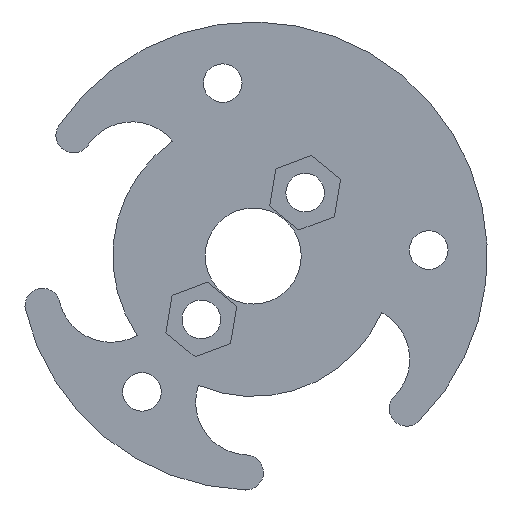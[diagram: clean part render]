
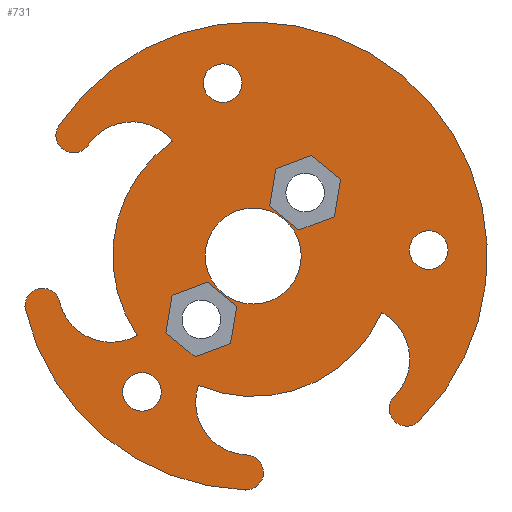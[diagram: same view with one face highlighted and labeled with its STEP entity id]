
A CAD part, front view. The second image highlights one B-rep face of the part: STEP entity #731.
In plain terms, the highlighted planar face has unit normal (0, -1, 0).
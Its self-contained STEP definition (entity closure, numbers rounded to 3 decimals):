
#33=LINE('',#1209,#91);
#34=LINE('',#1211,#92);
#35=LINE('',#1213,#93);
#36=LINE('',#1215,#94);
#37=LINE('',#1217,#95);
#38=LINE('',#1218,#96);
#39=LINE('',#1221,#97);
#40=LINE('',#1223,#98);
#41=LINE('',#1225,#99);
#42=LINE('',#1227,#100);
#43=LINE('',#1229,#101);
#44=LINE('',#1230,#102);
#91=VECTOR('',#997,1000.);
#92=VECTOR('',#998,1000.);
#93=VECTOR('',#999,1000.);
#94=VECTOR('',#1000,1000.);
#95=VECTOR('',#1001,1000.);
#96=VECTOR('',#1002,1000.);
#97=VECTOR('',#1003,1000.);
#98=VECTOR('',#1004,1000.);
#99=VECTOR('',#1005,1000.);
#100=VECTOR('',#1006,1000.);
#101=VECTOR('',#1007,1000.);
#102=VECTOR('',#1008,1000.);
#160=FACE_BOUND('',#241,.T.);
#161=FACE_BOUND('',#242,.T.);
#162=FACE_BOUND('',#243,.T.);
#163=FACE_BOUND('',#244,.T.);
#164=FACE_BOUND('',#245,.T.);
#165=FACE_BOUND('',#246,.T.);
#191=FACE_OUTER_BOUND('',#240,.T.);
#240=EDGE_LOOP('',(#579,#580,#581,#582,#583,#584,#585,#586,#587,#588,#589,
#590));
#241=EDGE_LOOP('',(#591));
#242=EDGE_LOOP('',(#592,#593,#594,#595,#596,#597));
#243=EDGE_LOOP('',(#598,#599,#600,#601,#602,#603));
#244=EDGE_LOOP('',(#604));
#245=EDGE_LOOP('',(#605));
#246=EDGE_LOOP('',(#606));
#278=CIRCLE('',#774,1.5);
#280=CIRCLE('',#777,1.5);
#282=CIRCLE('',#780,1.5);
#284=CIRCLE('',#783,1.5);
#297=CIRCLE('',#798,20.);
#298=CIRCLE('',#800,4.5);
#299=CIRCLE('',#802,12.);
#300=CIRCLE('',#804,4.5);
#301=CIRCLE('',#806,4.5);
#302=CIRCLE('',#808,12.);
#303=CIRCLE('',#810,4.5);
#307=CIRCLE('',#817,1.65);
#309=CIRCLE('',#820,1.65);
#311=CIRCLE('',#823,1.65);
#312=CIRCLE('',#825,4.1);
#313=CIRCLE('',#827,20.);
#323=VERTEX_POINT('',#1099);
#324=VERTEX_POINT('',#1101);
#327=VERTEX_POINT('',#1108);
#328=VERTEX_POINT('',#1110);
#331=VERTEX_POINT('',#1117);
#332=VERTEX_POINT('',#1119);
#335=VERTEX_POINT('',#1126);
#336=VERTEX_POINT('',#1128);
#345=VERTEX_POINT('',#1155);
#346=VERTEX_POINT('',#1159);
#347=VERTEX_POINT('',#1165);
#348=VERTEX_POINT('',#1169);
#352=VERTEX_POINT('',#1185);
#354=VERTEX_POINT('',#1191);
#356=VERTEX_POINT('',#1197);
#357=VERTEX_POINT('',#1201);
#358=VERTEX_POINT('',#1207);
#359=VERTEX_POINT('',#1208);
#360=VERTEX_POINT('',#1210);
#361=VERTEX_POINT('',#1212);
#362=VERTEX_POINT('',#1214);
#363=VERTEX_POINT('',#1216);
#364=VERTEX_POINT('',#1219);
#365=VERTEX_POINT('',#1220);
#366=VERTEX_POINT('',#1222);
#367=VERTEX_POINT('',#1224);
#368=VERTEX_POINT('',#1226);
#369=VERTEX_POINT('',#1228);
#391=EDGE_CURVE('',#324,#323,#278,.T.);
#395=EDGE_CURVE('',#328,#327,#280,.T.);
#399=EDGE_CURVE('',#332,#331,#282,.T.);
#403=EDGE_CURVE('',#336,#335,#284,.T.);
#417=EDGE_CURVE('',#335,#328,#297,.T.);
#419=EDGE_CURVE('',#327,#345,#298,.T.);
#420=EDGE_CURVE('',#345,#346,#299,.T.);
#422=EDGE_CURVE('',#346,#324,#300,.T.);
#424=EDGE_CURVE('',#331,#347,#301,.T.);
#425=EDGE_CURVE('',#347,#348,#302,.T.);
#427=EDGE_CURVE('',#348,#336,#303,.T.);
#434=EDGE_CURVE('',#352,#352,#307,.T.);
#437=EDGE_CURVE('',#354,#354,#309,.T.);
#440=EDGE_CURVE('',#356,#356,#311,.T.);
#442=EDGE_CURVE('',#357,#357,#312,.F.);
#443=EDGE_CURVE('',#323,#332,#313,.T.);
#444=EDGE_CURVE('',#358,#359,#33,.T.);
#445=EDGE_CURVE('',#360,#358,#34,.T.);
#446=EDGE_CURVE('',#361,#360,#35,.T.);
#447=EDGE_CURVE('',#362,#361,#36,.T.);
#448=EDGE_CURVE('',#363,#362,#37,.T.);
#449=EDGE_CURVE('',#359,#363,#38,.T.);
#450=EDGE_CURVE('',#364,#365,#39,.T.);
#451=EDGE_CURVE('',#366,#364,#40,.T.);
#452=EDGE_CURVE('',#367,#366,#41,.T.);
#453=EDGE_CURVE('',#368,#367,#42,.T.);
#454=EDGE_CURVE('',#369,#368,#43,.T.);
#455=EDGE_CURVE('',#365,#369,#44,.T.);
#579=ORIENTED_EDGE('',*,*,#391,.T.);
#580=ORIENTED_EDGE('',*,*,#443,.T.);
#581=ORIENTED_EDGE('',*,*,#399,.T.);
#582=ORIENTED_EDGE('',*,*,#424,.T.);
#583=ORIENTED_EDGE('',*,*,#425,.T.);
#584=ORIENTED_EDGE('',*,*,#427,.T.);
#585=ORIENTED_EDGE('',*,*,#403,.T.);
#586=ORIENTED_EDGE('',*,*,#417,.T.);
#587=ORIENTED_EDGE('',*,*,#395,.T.);
#588=ORIENTED_EDGE('',*,*,#419,.T.);
#589=ORIENTED_EDGE('',*,*,#420,.T.);
#590=ORIENTED_EDGE('',*,*,#422,.T.);
#591=ORIENTED_EDGE('',*,*,#442,.T.);
#592=ORIENTED_EDGE('',*,*,#444,.F.);
#593=ORIENTED_EDGE('',*,*,#445,.F.);
#594=ORIENTED_EDGE('',*,*,#446,.F.);
#595=ORIENTED_EDGE('',*,*,#447,.F.);
#596=ORIENTED_EDGE('',*,*,#448,.F.);
#597=ORIENTED_EDGE('',*,*,#449,.F.);
#598=ORIENTED_EDGE('',*,*,#450,.F.);
#599=ORIENTED_EDGE('',*,*,#451,.F.);
#600=ORIENTED_EDGE('',*,*,#452,.F.);
#601=ORIENTED_EDGE('',*,*,#453,.F.);
#602=ORIENTED_EDGE('',*,*,#454,.F.);
#603=ORIENTED_EDGE('',*,*,#455,.F.);
#604=ORIENTED_EDGE('',*,*,#440,.T.);
#605=ORIENTED_EDGE('',*,*,#437,.T.);
#606=ORIENTED_EDGE('',*,*,#434,.T.);
#693=PLANE('',#828);
#731=ADVANCED_FACE('',(#191,#160,#161,#162,#163,#164,#165),#693,.F.);
#774=AXIS2_PLACEMENT_3D('',#1102,#870,#871);
#777=AXIS2_PLACEMENT_3D('',#1111,#878,#879);
#780=AXIS2_PLACEMENT_3D('',#1120,#886,#887);
#783=AXIS2_PLACEMENT_3D('',#1129,#894,#895);
#798=AXIS2_PLACEMENT_3D('',#1153,#925,#926);
#800=AXIS2_PLACEMENT_3D('',#1157,#930,#931);
#802=AXIS2_PLACEMENT_3D('',#1160,#934,#935);
#804=AXIS2_PLACEMENT_3D('',#1163,#939,#940);
#806=AXIS2_PLACEMENT_3D('',#1167,#944,#945);
#808=AXIS2_PLACEMENT_3D('',#1170,#948,#949);
#810=AXIS2_PLACEMENT_3D('',#1173,#953,#954);
#817=AXIS2_PLACEMENT_3D('',#1187,#970,#971);
#820=AXIS2_PLACEMENT_3D('',#1193,#977,#978);
#823=AXIS2_PLACEMENT_3D('',#1199,#984,#985);
#825=AXIS2_PLACEMENT_3D('',#1203,#989,#990);
#827=AXIS2_PLACEMENT_3D('',#1205,#993,#994);
#828=AXIS2_PLACEMENT_3D('',#1206,#995,#996);
#870=DIRECTION('center_axis',(0.,-1.,0.));
#871=DIRECTION('ref_axis',(1.,0.,0.));
#878=DIRECTION('center_axis',(0.,-1.,0.));
#879=DIRECTION('ref_axis',(1.,0.,0.));
#886=DIRECTION('center_axis',(0.,-1.,0.));
#887=DIRECTION('ref_axis',(1.,0.,0.));
#894=DIRECTION('center_axis',(0.,-1.,0.));
#895=DIRECTION('ref_axis',(1.,0.,0.));
#925=DIRECTION('center_axis',(0.,-1.,0.));
#926=DIRECTION('ref_axis',(0.,0.,-1.));
#930=DIRECTION('center_axis',(0.,1.,0.));
#931=DIRECTION('ref_axis',(0.,0.,1.));
#934=DIRECTION('center_axis',(0.,-1.,0.));
#935=DIRECTION('ref_axis',(0.,0.,-1.));
#939=DIRECTION('center_axis',(0.,1.,0.));
#940=DIRECTION('ref_axis',(0.,0.,1.));
#944=DIRECTION('center_axis',(0.,1.,0.));
#945=DIRECTION('ref_axis',(0.,0.,1.));
#948=DIRECTION('center_axis',(0.,-1.,0.));
#949=DIRECTION('ref_axis',(0.,0.,-1.));
#953=DIRECTION('center_axis',(0.,1.,0.));
#954=DIRECTION('ref_axis',(0.,0.,1.));
#970=DIRECTION('center_axis',(0.,1.,0.));
#971=DIRECTION('ref_axis',(0.,0.,1.));
#977=DIRECTION('center_axis',(0.,1.,0.));
#978=DIRECTION('ref_axis',(0.,0.,1.));
#984=DIRECTION('center_axis',(0.,1.,0.));
#985=DIRECTION('ref_axis',(0.,0.,1.));
#989=DIRECTION('center_axis',(0.,-1.,0.));
#990=DIRECTION('ref_axis',(0.,0.,-1.));
#993=DIRECTION('center_axis',(0.,-1.,0.));
#994=DIRECTION('ref_axis',(0.,0.,-1.));
#995=DIRECTION('center_axis',(0.,1.,0.));
#996=DIRECTION('ref_axis',(-1.,0.,0.));
#997=DIRECTION('',(0.771,0.,-0.637));
#998=DIRECTION('',(-0.166,0.,-0.986));
#999=DIRECTION('',(-0.937,0.,-0.349));
#1000=DIRECTION('',(-0.771,0.,0.637));
#1001=DIRECTION('',(0.166,0.,0.986));
#1002=DIRECTION('',(0.937,0.,0.349));
#1003=DIRECTION('',(-0.771,0.,0.637));
#1004=DIRECTION('',(0.166,0.,0.986));
#1005=DIRECTION('',(0.937,0.,0.349));
#1006=DIRECTION('',(0.771,0.,-0.637));
#1007=DIRECTION('',(-0.166,0.,-0.986));
#1008=DIRECTION('',(-0.937,0.,-0.349));
#1099=CARTESIAN_POINT('',(205.535,-31.,115.405));
#1101=CARTESIAN_POINT('',(208.455,-31.,116.095));
#1102=CARTESIAN_POINT('Origin',(206.995,-31.,115.75));
#1108=CARTESIAN_POINT('',(210.886,-31.,129.476));
#1110=CARTESIAN_POINT('',(208.395,-31.,131.148));
#1111=CARTESIAN_POINT('Origin',(209.64,-31.,130.312));
#1117=CARTESIAN_POINT('',(224.423,-31.,103.01));
#1119=CARTESIAN_POINT('',(224.321,-31.,100.012));
#1120=CARTESIAN_POINT('Origin',(224.372,-31.,101.511));
#1126=CARTESIAN_POINT('',(239.194,-31.,105.91));
#1128=CARTESIAN_POINT('',(237.065,-31.,108.024));
#1129=CARTESIAN_POINT('Origin',(238.13,-31.,106.967));
#1153=CARTESIAN_POINT('Origin',(225.,-31.,120.));
#1155=CARTESIAN_POINT('',(218.102,-31.,129.82));
#1157=CARTESIAN_POINT('Origin',(214.622,-31.,126.967));
#1159=CARTESIAN_POINT('',(215.089,-31.,113.234));
#1160=CARTESIAN_POINT('Origin',(225.,-31.,120.));
#1163=CARTESIAN_POINT('Origin',(212.834,-31.,117.128));
#1165=CARTESIAN_POINT('',(220.314,-31.,108.953));
#1167=CARTESIAN_POINT('Origin',(224.576,-31.,107.507));
#1169=CARTESIAN_POINT('',(235.984,-31.,115.167));
#1170=CARTESIAN_POINT('Origin',(225.,-31.,120.));
#1173=CARTESIAN_POINT('Origin',(233.871,-31.,111.194));
#1185=CARTESIAN_POINT('',(239.991,-31.,122.164));
#1187=CARTESIAN_POINT('Origin',(239.991,-31.,120.514));
#1191=CARTESIAN_POINT('',(222.391,-31.,136.421));
#1193=CARTESIAN_POINT('Origin',(222.391,-31.,134.771));
#1197=CARTESIAN_POINT('',(215.493,-31.,110.048));
#1199=CARTESIAN_POINT('Origin',(215.493,-31.,108.398));
#1201=CARTESIAN_POINT('',(225.,-31.,124.1));
#1203=CARTESIAN_POINT('Origin',(225.,-31.,120.));
#1205=CARTESIAN_POINT('Origin',(225.,-31.,120.));
#1206=CARTESIAN_POINT('Origin',(156.308,-31.,97.308));
#1207=CARTESIAN_POINT('',(226.407,-31.,124.286));
#1208=CARTESIAN_POINT('',(228.899,-31.,122.226));
#1209=CARTESIAN_POINT('',(227.653,-31.,123.256));
#1210=CARTESIAN_POINT('',(226.944,-31.,127.474));
#1211=CARTESIAN_POINT('',(226.676,-31.,125.88));
#1212=CARTESIAN_POINT('',(229.974,-31.,128.603));
#1213=CARTESIAN_POINT('',(228.459,-31.,128.038));
#1214=CARTESIAN_POINT('',(232.467,-31.,126.543));
#1215=CARTESIAN_POINT('',(231.22,-31.,127.573));
#1216=CARTESIAN_POINT('',(231.929,-31.,123.355));
#1217=CARTESIAN_POINT('',(232.198,-31.,124.949));
#1218=CARTESIAN_POINT('',(230.414,-31.,122.79));
#1219=CARTESIAN_POINT('',(223.593,-31.,115.714));
#1220=CARTESIAN_POINT('',(221.101,-31.,117.774));
#1221=CARTESIAN_POINT('',(222.347,-31.,116.744));
#1222=CARTESIAN_POINT('',(223.056,-31.,112.526));
#1223=CARTESIAN_POINT('',(223.324,-31.,114.12));
#1224=CARTESIAN_POINT('',(220.026,-31.,111.397));
#1225=CARTESIAN_POINT('',(221.541,-31.,111.962));
#1226=CARTESIAN_POINT('',(217.533,-31.,113.457));
#1227=CARTESIAN_POINT('',(218.78,-31.,112.427));
#1228=CARTESIAN_POINT('',(218.071,-31.,116.645));
#1229=CARTESIAN_POINT('',(217.802,-31.,115.051));
#1230=CARTESIAN_POINT('',(219.586,-31.,117.21));
